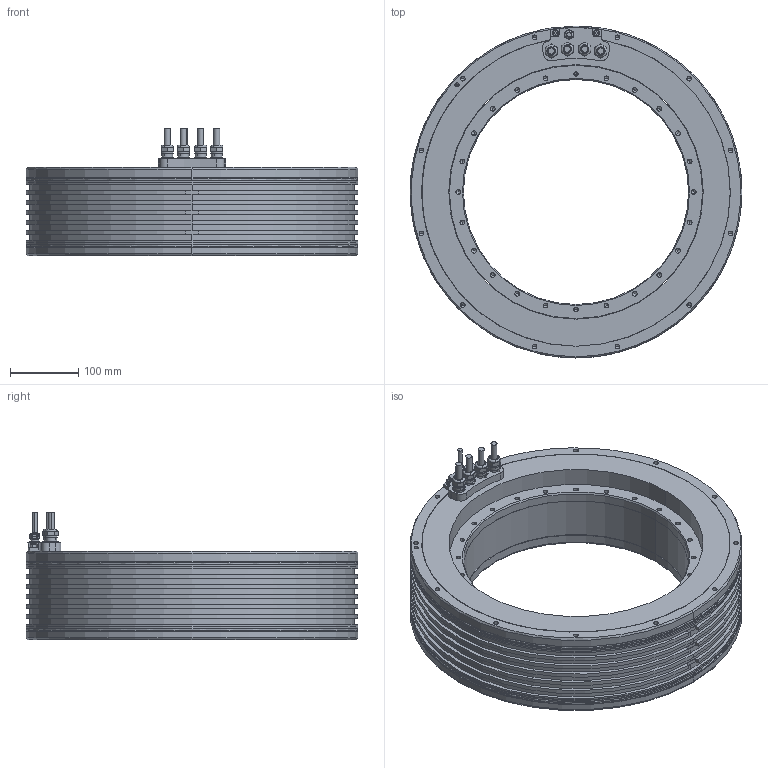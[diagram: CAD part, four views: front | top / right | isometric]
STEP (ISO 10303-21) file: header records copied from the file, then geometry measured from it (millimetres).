
FILE_DESCRIPTION((''),'2;1');
FILE_NAME('1395945-06-D01-01-A','2024-02-16T14:42:35',('ch5533'),(''),'CREO PARAMETRIC BY PTC INC, 2022162','CREO PARAMETRIC BY PTC INC, 2022162','');
FILE_SCHEMA(('AUTOMOTIVE_DESIGN { 1 0 10303 214 1 1 1 1 }'));
Length unit declared in the file: millimetre
Products named in the file (1): 1395945-06-D01-01-A
Bounding box: 485 x 485 x 187 mm (x, y, z)
Volume: 11488764.8 mm3; surface area: 940070.3 mm2
Topology: 4 solids, 13 shells, 895 faces, 2132 edges, 1219 vertices
Faces by surface type: cylinder 333, plane 316, cone 198, torus 40, revolution 8
Entity records: 26074 total; most frequent: CARTESIAN_POINT 4772, DIRECTION 4615, ORIENTED_EDGE 3960, EDGE_CURVE 1980, AXIS2_PLACEMENT_3D 1768, VERTEX_POINT 1219, VECTOR 1071, LINE 1071
